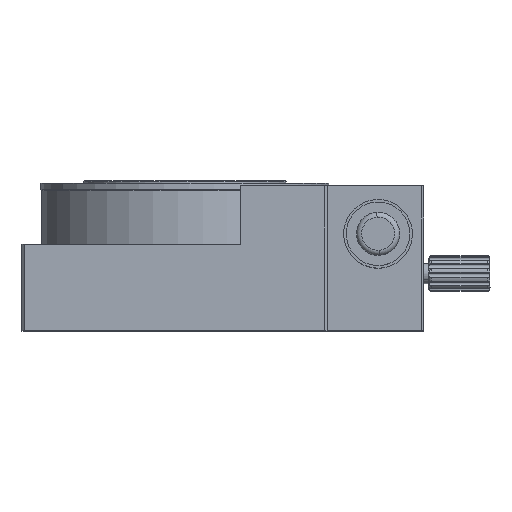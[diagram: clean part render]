
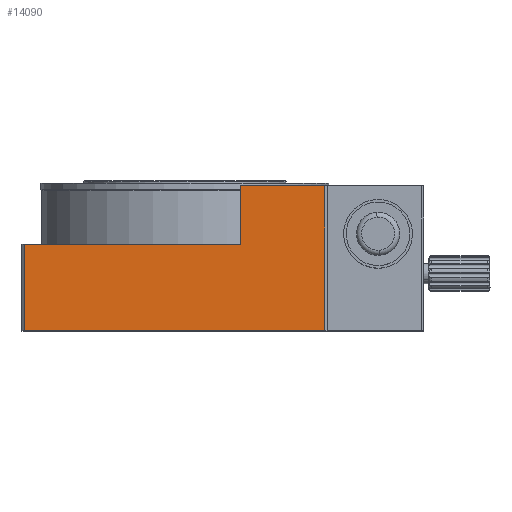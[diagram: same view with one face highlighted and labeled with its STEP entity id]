
A CAD part, top view. The second image highlights one B-rep face of the part: STEP entity #14090.
In plain terms, the highlighted planar face has unit normal (0, 0, 1).
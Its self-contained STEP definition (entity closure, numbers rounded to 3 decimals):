
#1541 = VERTEX_POINT ( 'NONE', #12573 ) ;
#1571 = VERTEX_POINT ( 'NONE', #13134 ) ;
#1608 = VERTEX_POINT ( 'NONE', #12985 ) ;
#1748 = VERTEX_POINT ( 'NONE', #12470 ) ;
#1901 = VERTEX_POINT ( 'NONE', #12672 ) ;
#2256 = VERTEX_POINT ( 'NONE', #12702 ) ;
#3613 = LINE ( 'NONE', #3614, #9567 ) ;
#3614 = CARTESIAN_POINT ( 'NONE',  ( -40.265, 17., 20.859 ) ) ;
#3615 = DIRECTION ( 'NONE',  ( 1., 0., 0. ) ) ;
#3616 = LINE ( 'NONE', #3617, #9568 ) ;
#3617 = CARTESIAN_POINT ( 'NONE',  ( -40.265, 28.5, 20.859 ) ) ;
#3618 = DIRECTION ( 'NONE',  ( 1., 0., 0. ) ) ;
#3625 = LINE ( 'NONE', #3626, #9571 ) ;
#3626 = CARTESIAN_POINT ( 'NONE',  ( 2.735, 17., 20.859 ) ) ;
#3627 = DIRECTION ( 'NONE',  ( 0., 1., 0. ) ) ;
#6058 = EDGE_CURVE ( 'NONE', #1571, #1748, #12393, .T. ) ;
#6059 = EDGE_CURVE ( 'NONE', #2256, #1901, #12396, .T. ) ;
#6060 = EDGE_CURVE ( 'NONE', #1748, #2256, #12399, .T. ) ;
#6109 = EDGE_CURVE ( 'NONE', #1571, #1541, #3613, .T. ) ;
#6110 = EDGE_CURVE ( 'NONE', #1608, #1901, #3616, .T. ) ;
#6113 = EDGE_CURVE ( 'NONE', #1541, #1608, #3625, .T. ) ;
#8689 = EDGE_LOOP ( 'NONE', ( #8825, #13133, #8730, #12770, #12919, #12783 ) ) ;
#8730 = ORIENTED_EDGE ( 'NONE', *, *, #6110, .F. ) ;
#8825 = ORIENTED_EDGE ( 'NONE', *, *, #6060, .T. ) ;
#9517 = VECTOR ( 'NONE', #12395, 1000. ) ;
#9518 = VECTOR ( 'NONE', #12398, 1000. ) ;
#9519 = VECTOR ( 'NONE', #12401, 1000. ) ;
#9567 = VECTOR ( 'NONE', #3615, 1000. ) ;
#9568 = VECTOR ( 'NONE', #3618, 1000. ) ;
#9571 = VECTOR ( 'NONE', #3627, 1000. ) ;
#10407 = AXIS2_PLACEMENT_3D ( 'NONE', #13614, #13615, #13616 ) ;
#10408 = FACE_OUTER_BOUND ( 'NONE', #8689, .T. ) ;
#12393 = LINE ( 'NONE', #12394, #9517 ) ;
#12394 = CARTESIAN_POINT ( 'NONE',  ( -39.765, 28.5, 20.859 ) ) ;
#12395 = DIRECTION ( 'NONE',  ( 0., -1., 0. ) ) ;
#12396 = LINE ( 'NONE', #12397, #9518 ) ;
#12397 = CARTESIAN_POINT ( 'NONE',  ( 19.235, 28.5, 20.859 ) ) ;
#12398 = DIRECTION ( 'NONE',  ( 0., 1., 0. ) ) ;
#12399 = LINE ( 'NONE', #12400, #9519 ) ;
#12400 = CARTESIAN_POINT ( 'NONE',  ( -40.265, 0., 20.859 ) ) ;
#12401 = DIRECTION ( 'NONE',  ( 1., 0., 0. ) ) ;
#12470 = CARTESIAN_POINT ( 'NONE',  ( -39.765, 0., 20.859 ) ) ;
#12573 = CARTESIAN_POINT ( 'NONE',  ( 2.735, 17., 20.859 ) ) ;
#12672 = CARTESIAN_POINT ( 'NONE',  ( 19.235, 28.5, 20.859 ) ) ;
#12702 = CARTESIAN_POINT ( 'NONE',  ( 19.235, 0., 20.859 ) ) ;
#12770 = ORIENTED_EDGE ( 'NONE', *, *, #6113, .F. ) ;
#12783 = ORIENTED_EDGE ( 'NONE', *, *, #6058, .T. ) ;
#12919 = ORIENTED_EDGE ( 'NONE', *, *, #6109, .F. ) ;
#12985 = CARTESIAN_POINT ( 'NONE',  ( 2.735, 28.5, 20.859 ) ) ;
#13133 = ORIENTED_EDGE ( 'NONE', *, *, #6059, .T. ) ;
#13134 = CARTESIAN_POINT ( 'NONE',  ( -39.765, 17., 20.859 ) ) ;
#13604 = PLANE ( 'NONE',  #10407 ) ;
#13614 = CARTESIAN_POINT ( 'NONE',  ( -40.265, 28.5, 20.859 ) ) ;
#13615 = DIRECTION ( 'NONE',  ( 0., 0., -1. ) ) ;
#13616 = DIRECTION ( 'NONE',  ( 0., 1., 0. ) ) ;
#14090 = ADVANCED_FACE ( 'NONE', ( #10408 ), #13604, .F. ) ;
